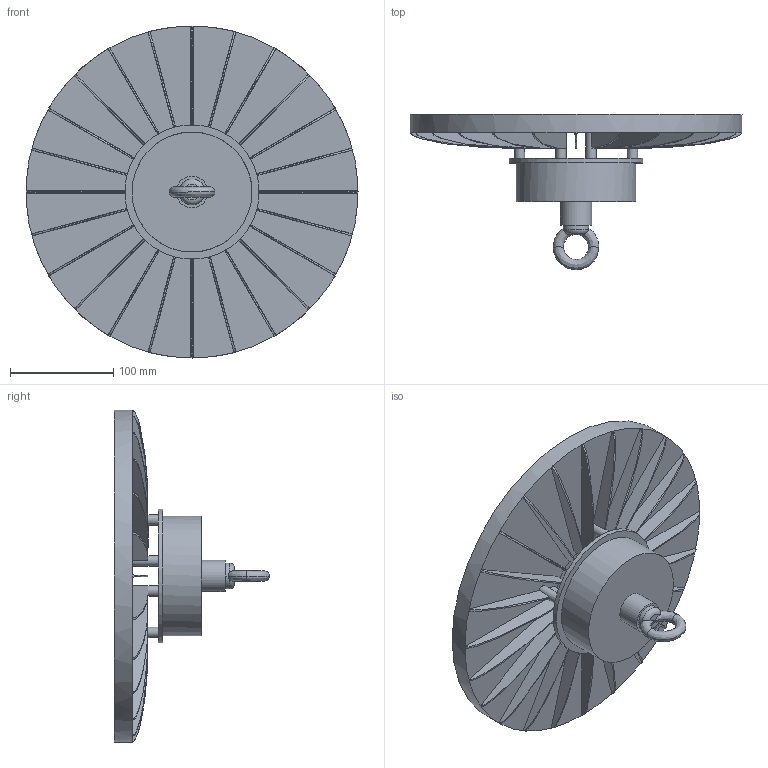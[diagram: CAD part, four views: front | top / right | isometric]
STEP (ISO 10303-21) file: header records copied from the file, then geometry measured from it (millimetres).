
FILE_DESCRIPTION (( 'STEP AP214' ), '1' );
FILE_NAME ('HB_G4_147W_70D.STEP', '2023-05-29T11:46:06', ( '' ), ( '' ), 'SwSTEP 2.0', 'SolidWorks 2020', '' );
FILE_SCHEMA (( 'AUTOMOTIVE_DESIGN' ));
Length unit declared in the file: millimetre
Products named in the file (1): HB_G4_147W_70D
Bounding box: 321 x 150.11 x 321 mm (x, y, z)
Volume: 1308280.8 mm3; surface area: 441530 mm2
Topology: 5 solids, 5 shells, 160 faces, 407 edges, 284 vertices
Faces by surface type: plane 108, bspline 30, cylinder 17, torus 4, cone 1
Full cylindrical faces by diameter (mm): 10 x4, 30.5 x1, 68 x1, 70 x1, 99.822 x1, 116 x1, 130 x1, 251.8 x1, 280.4 x2, 282 x1, 321 x1
Entity records: 17174 total; most frequent: CARTESIAN_POINT 11883, ORIENTED_EDGE 760, DIRECTION 566, EDGE_CURVE 380, VERTEX_POINT 273, LINE 216, VECTOR 216, EDGE_LOOP 209
